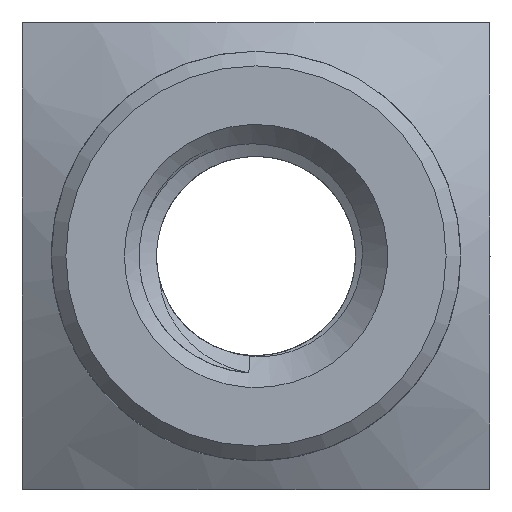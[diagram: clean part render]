
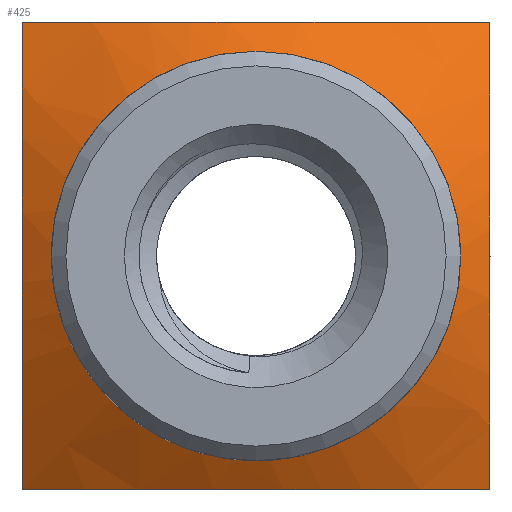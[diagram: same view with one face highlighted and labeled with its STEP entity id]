
A CAD part, left-side view. The second image highlights one B-rep face of the part: STEP entity #425.
In plain terms, the highlighted conical face has half-angle 60 degrees and reference radius 15 mm.
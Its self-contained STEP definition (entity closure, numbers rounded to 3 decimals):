
#338=CONICAL_SURFACE('',#5701,15.,60.);
#345=(
BOUNDED_CURVE()
B_SPLINE_CURVE(2,(#8219,#8220,#8221),.UNSPECIFIED.,.F.,.F.)
B_SPLINE_CURVE_WITH_KNOTS((3,3),(0.,1.),.UNSPECIFIED.)
CURVE()
GEOMETRIC_REPRESENTATION_ITEM()
RATIONAL_B_SPLINE_CURVE((3.353,4.741,3.353))
REPRESENTATION_ITEM('')
);
#346=(
BOUNDED_CURVE()
B_SPLINE_CURVE(2,(#8224,#8225,#8226),.UNSPECIFIED.,.F.,.F.)
B_SPLINE_CURVE_WITH_KNOTS((3,3),(0.,1.),.UNSPECIFIED.)
CURVE()
GEOMETRIC_REPRESENTATION_ITEM()
RATIONAL_B_SPLINE_CURVE((1.605,2.27,1.605))
REPRESENTATION_ITEM('')
);
#347=(
BOUNDED_CURVE()
B_SPLINE_CURVE(2,(#8228,#8229,#8230),.UNSPECIFIED.,.F.,.F.)
B_SPLINE_CURVE_WITH_KNOTS((3,3),(0.,1.),.UNSPECIFIED.)
CURVE()
GEOMETRIC_REPRESENTATION_ITEM()
RATIONAL_B_SPLINE_CURVE((3.353,4.741,3.353))
REPRESENTATION_ITEM('')
);
#348=(
BOUNDED_CURVE()
B_SPLINE_CURVE(2,(#8232,#8233,#8234),.UNSPECIFIED.,.F.,.F.)
B_SPLINE_CURVE_WITH_KNOTS((3,3),(0.,1.),.UNSPECIFIED.)
CURVE()
GEOMETRIC_REPRESENTATION_ITEM()
RATIONAL_B_SPLINE_CURVE((1.605,2.27,1.605))
REPRESENTATION_ITEM('')
);
#359=FACE_BOUND('',#1021,.T.);
#360=FACE_BOUND('',#1022,.T.);
#425=ADVANCED_FACE('',(#359,#360),#338,.T.);
#1021=EDGE_LOOP('',(#1655));
#1022=EDGE_LOOP('',(#1656,#1657,#1658,#1659));
#1364=CIRCLE('',#5700,7.);
#1655=ORIENTED_EDGE('',*,*,#3843,.T.);
#1656=ORIENTED_EDGE('',*,*,#3844,.F.);
#1657=ORIENTED_EDGE('',*,*,#3845,.F.);
#1658=ORIENTED_EDGE('',*,*,#3846,.F.);
#1659=ORIENTED_EDGE('',*,*,#3847,.F.);
#3291=VERTEX_POINT('',#8218);
#3292=VERTEX_POINT('',#8222);
#3293=VERTEX_POINT('',#8223);
#3294=VERTEX_POINT('',#8227);
#3295=VERTEX_POINT('',#8231);
#3843=EDGE_CURVE('',#3291,#3291,#1364,.T.);
#3844=EDGE_CURVE('',#3292,#3293,#345,.T.);
#3845=EDGE_CURVE('',#3294,#3292,#346,.T.);
#3846=EDGE_CURVE('',#3295,#3294,#347,.T.);
#3847=EDGE_CURVE('',#3293,#3295,#348,.T.);
#5700=AXIS2_PLACEMENT_3D('',#8217,#5921,#5922);
#5701=AXIS2_PLACEMENT_3D('',#8235,#5923,#5924);
#5921=DIRECTION('',(-1.,0.,0.));
#5922=DIRECTION('',(0.,1.,0.));
#5923=DIRECTION('',(-1.,0.,0.));
#5924=DIRECTION('',(0.,1.,0.));
#8217=CARTESIAN_POINT('',(20.,0.,0.));
#8218=CARTESIAN_POINT('',(20.,-7.,0.));
#8219=CARTESIAN_POINT('',(17.509,-8.,-8.));
#8220=CARTESIAN_POINT('',(20.775,-8.,0.));
#8221=CARTESIAN_POINT('',(17.509,-8.,8.));
#8222=CARTESIAN_POINT('',(17.509,-8.,-8.));
#8223=CARTESIAN_POINT('',(17.509,-8.,8.));
#8224=CARTESIAN_POINT('',(17.509,8.,-8.));
#8225=CARTESIAN_POINT('',(20.775,0.,-8.));
#8226=CARTESIAN_POINT('',(17.509,-8.,-8.));
#8227=CARTESIAN_POINT('',(17.509,8.,-8.));
#8228=CARTESIAN_POINT('',(17.509,8.,8.));
#8229=CARTESIAN_POINT('',(20.775,8.,0.));
#8230=CARTESIAN_POINT('',(17.509,8.,-8.));
#8231=CARTESIAN_POINT('',(17.509,8.,8.));
#8232=CARTESIAN_POINT('',(17.509,-8.,8.));
#8233=CARTESIAN_POINT('',(20.775,0.,8.));
#8234=CARTESIAN_POINT('',(17.509,8.,8.));
#8235=CARTESIAN_POINT('',(15.381,0.,0.));
